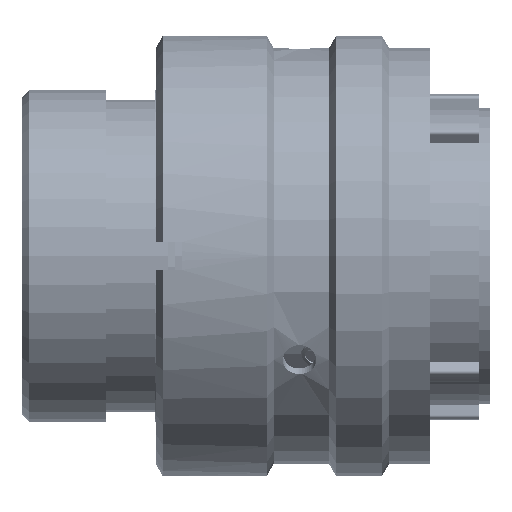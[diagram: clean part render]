
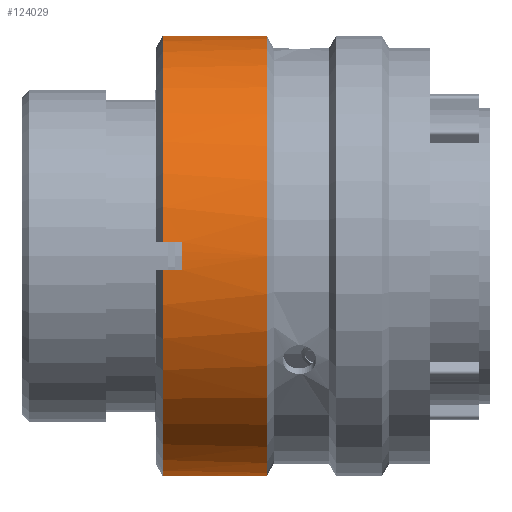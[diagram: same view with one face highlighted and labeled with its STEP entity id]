
A CAD part, front view. The second image highlights one B-rep face of the part: STEP entity #124029.
In plain terms, the highlighted cylindrical face has radius 15.7 mm (diameter 31.4 mm), a partial arc.
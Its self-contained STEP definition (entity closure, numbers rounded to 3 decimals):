
#2212 = ORIENTED_EDGE ( 'NONE', *, *, #12505, .F. ) ;
#2214 = ORIENTED_EDGE ( 'NONE', *, *, #12321, .T. ) ;
#2216 = ORIENTED_EDGE ( 'NONE', *, *, #12322, .T. ) ;
#2218 = ORIENTED_EDGE ( 'NONE', *, *, #12335, .T. ) ;
#2219 = ORIENTED_EDGE ( 'NONE', *, *, #12317, .T. ) ;
#2220 = ORIENTED_EDGE ( 'NONE', *, *, #12325, .T. ) ;
#2222 = ORIENTED_EDGE ( 'NONE', *, *, #12320, .T. ) ;
#2224 = ORIENTED_EDGE ( 'NONE', *, *, #12318, .T. ) ;
#2226 = ORIENTED_EDGE ( 'NONE', *, *, #12768, .T. ) ;
#2227 = ORIENTED_EDGE ( 'NONE', *, *, #12753, .T. ) ;
#2228 = ORIENTED_EDGE ( 'NONE', *, *, #12484, .T. ) ;
#2230 = ORIENTED_EDGE ( 'NONE', *, *, #12813, .F. ) ;
#9233 = VERTEX_POINT ( 'NONE', #59488 ) ;
#9309 = VERTEX_POINT ( 'NONE', #59530 ) ;
#9389 = VERTEX_POINT ( 'NONE', #59583 ) ;
#9407 = VERTEX_POINT ( 'NONE', #59601 ) ;
#9420 = VERTEX_POINT ( 'NONE', #59610 ) ;
#9918 = VERTEX_POINT ( 'NONE', #60047 ) ;
#12317 = EDGE_CURVE ( 'NONE', #9233, #9389, #64138, .T. ) ;
#12318 = EDGE_CURVE ( 'NONE', #9918, #9420, #58349, .T. ) ;
#12320 = EDGE_CURVE ( 'NONE', #9407, #9918, #64126, .T. ) ;
#12321 = EDGE_CURVE ( 'NONE', #15115, #15457, #58351, .T. ) ;
#12322 = EDGE_CURVE ( 'NONE', #15457, #15491, #64214, .T. ) ;
#12325 = EDGE_CURVE ( 'NONE', #9389, #9407, #58359, .T. ) ;
#12335 = EDGE_CURVE ( 'NONE', #15491, #9233, #58364, .T. ) ;
#12484 = EDGE_CURVE ( 'NONE', #15530, #9309, #67853, .T. ) ;
#12505 = EDGE_CURVE ( 'NONE', #15115, #15371, #67894, .T. ) ;
#12753 = EDGE_CURVE ( 'NONE', #15409, #15530, #68899, .T. ) ;
#12768 = EDGE_CURVE ( 'NONE', #9420, #15409, #68517, .T. ) ;
#12813 = EDGE_CURVE ( 'NONE', #15371, #9309, #68957, .T. ) ;
#15115 = VERTEX_POINT ( 'NONE', #110245 ) ;
#15371 = VERTEX_POINT ( 'NONE', #110640 ) ;
#15409 = VERTEX_POINT ( 'NONE', #110690 ) ;
#15457 = VERTEX_POINT ( 'NONE', #110767 ) ;
#15491 = VERTEX_POINT ( 'NONE', #110821 ) ;
#15530 = VERTEX_POINT ( 'NONE', #110881 ) ;
#25831 = EDGE_LOOP ( 'NONE', ( #2212, #2214, #2216, #2218, #2219, #2220, #2222, #2224, #2226, #2227, #2228, #2230 ) ) ;
#58347 = VECTOR ( 'NONE', #64144, 1000. ) ;
#58349 = CIRCLE ( 'NONE', #58353, 15.7 ) ;
#58351 = CIRCLE ( 'NONE', #58356, 15.7 ) ;
#58353 = AXIS2_PLACEMENT_3D ( 'NONE', #64151, #64153, #64154 ) ;
#58354 = VECTOR ( 'NONE', #64216, 1000. ) ;
#58355 = VECTOR ( 'NONE', #64229, 1000. ) ;
#58356 = AXIS2_PLACEMENT_3D ( 'NONE', #64223, #64225, #64226 ) ;
#58359 = CIRCLE ( 'NONE', #58360, 15.7 ) ;
#58360 = AXIS2_PLACEMENT_3D ( 'NONE', #64246, #64247, #64248 ) ;
#58364 = CIRCLE ( 'NONE', #58369, 15.7 ) ;
#58369 = AXIS2_PLACEMENT_3D ( 'NONE', #64317, #64319, #64321 ) ;
#58584 = VECTOR ( 'NONE', #67861, 1000. ) ;
#58620 = VECTOR ( 'NONE', #67898, 1000. ) ;
#59488 = CARTESIAN_POINT ( 'NONE',  ( 10.02, -15.668, 1. ) ) ;
#59530 = CARTESIAN_POINT ( 'NONE',  ( 17.44, 0., -15.7 ) ) ;
#59583 = CARTESIAN_POINT ( 'NONE',  ( 11.42, -15.668, 1. ) ) ;
#59601 = CARTESIAN_POINT ( 'NONE',  ( 11.42, -15.668, -1. ) ) ;
#59610 = CARTESIAN_POINT ( 'NONE',  ( 10.02, -1., -15.668 ) ) ;
#60047 = CARTESIAN_POINT ( 'NONE',  ( 10.02, -15.668, -1. ) ) ;
#64126 = LINE ( 'NONE', #64156, #58354 ) ;
#64130 = CARTESIAN_POINT ( 'NONE',  ( 29.07, -15.668, 1. ) ) ;
#64138 = LINE ( 'NONE', #64130, #58347 ) ;
#64143 = CARTESIAN_POINT ( 'NONE',  ( 29.07, -1., 15.668 ) ) ;
#64144 = DIRECTION ( 'NONE',  ( 1., 0., 0. ) ) ;
#64151 = CARTESIAN_POINT ( 'NONE',  ( 10.02, 0., 0. ) ) ;
#64153 = DIRECTION ( 'NONE',  ( 1., 0., 0. ) ) ;
#64154 = DIRECTION ( 'NONE',  ( 0., 0., -1. ) ) ;
#64156 = CARTESIAN_POINT ( 'NONE',  ( 29.07, -15.668, -1. ) ) ;
#64214 = LINE ( 'NONE', #64143, #58355 ) ;
#64216 = DIRECTION ( 'NONE',  ( -1., 0., 0. ) ) ;
#64223 = CARTESIAN_POINT ( 'NONE',  ( 11.42, 0., 0. ) ) ;
#64225 = DIRECTION ( 'NONE',  ( 1., 0., 0. ) ) ;
#64226 = DIRECTION ( 'NONE',  ( 0., 0., 1. ) ) ;
#64229 = DIRECTION ( 'NONE',  ( -1., 0., 0. ) ) ;
#64246 = CARTESIAN_POINT ( 'NONE',  ( 11.42, 0., 0. ) ) ;
#64247 = DIRECTION ( 'NONE',  ( 1., 0., 0. ) ) ;
#64248 = DIRECTION ( 'NONE',  ( 0., 0., 1. ) ) ;
#64317 = CARTESIAN_POINT ( 'NONE',  ( 10.02, 0., 0. ) ) ;
#64319 = DIRECTION ( 'NONE',  ( 1., 0., 0. ) ) ;
#64321 = DIRECTION ( 'NONE',  ( 0., 0., -1. ) ) ;
#67853 = LINE ( 'NONE', #67860, #58584 ) ;
#67860 = CARTESIAN_POINT ( 'NONE',  ( 29.07, 0., -15.7 ) ) ;
#67861 = DIRECTION ( 'NONE',  ( 1., 0., 0. ) ) ;
#67884 = CARTESIAN_POINT ( 'NONE',  ( 29.07, 0., 15.7 ) ) ;
#67894 = LINE ( 'NONE', #67884, #58620 ) ;
#67898 = DIRECTION ( 'NONE',  ( 1., 0., 0. ) ) ;
#68496 = CARTESIAN_POINT ( 'NONE',  ( 11.42, 0., 0. ) ) ;
#68497 = DIRECTION ( 'NONE',  ( 1., 0., 0. ) ) ;
#68498 = DIRECTION ( 'NONE',  ( 0., 0., 1. ) ) ;
#68500 = CARTESIAN_POINT ( 'NONE',  ( 29.07, -1., -15.668 ) ) ;
#68517 = LINE ( 'NONE', #68500, #68912 ) ;
#68521 = DIRECTION ( 'NONE',  ( 1., 0., 0. ) ) ;
#68600 = CARTESIAN_POINT ( 'NONE',  ( 17.44, 0., 0. ) ) ;
#68601 = DIRECTION ( 'NONE',  ( 1., 0., 0. ) ) ;
#68602 = DIRECTION ( 'NONE',  ( 0., 0., -1. ) ) ;
#68899 = CIRCLE ( 'NONE', #68904, 15.7 ) ;
#68904 = AXIS2_PLACEMENT_3D ( 'NONE', #68496, #68497, #68498 ) ;
#68912 = VECTOR ( 'NONE', #68521, 1000. ) ;
#68957 = CIRCLE ( 'NONE', #68961, 15.7 ) ;
#68961 = AXIS2_PLACEMENT_3D ( 'NONE', #68600, #68601, #68602 ) ;
#96987 = AXIS2_PLACEMENT_3D ( 'NONE', #99289, #99299, #99300 ) ;
#99287 = CYLINDRICAL_SURFACE ( 'NONE', #96987, 15.7 ) ;
#99288 = FACE_OUTER_BOUND ( 'NONE', #25831, .T. ) ;
#99289 = CARTESIAN_POINT ( 'NONE',  ( 29.07, 0., 0. ) ) ;
#99299 = DIRECTION ( 'NONE',  ( 1., 0., 0. ) ) ;
#99300 = DIRECTION ( 'NONE',  ( 0., 0., -1. ) ) ;
#110245 = CARTESIAN_POINT ( 'NONE',  ( 11.42, 0., 15.7 ) ) ;
#110640 = CARTESIAN_POINT ( 'NONE',  ( 17.44, 0., 15.7 ) ) ;
#110690 = CARTESIAN_POINT ( 'NONE',  ( 11.42, -1., -15.668 ) ) ;
#110767 = CARTESIAN_POINT ( 'NONE',  ( 11.42, -1., 15.668 ) ) ;
#110821 = CARTESIAN_POINT ( 'NONE',  ( 10.02, -1., 15.668 ) ) ;
#110881 = CARTESIAN_POINT ( 'NONE',  ( 11.42, 0., -15.7 ) ) ;
#124029 = ADVANCED_FACE ( 'NONE', ( #99288 ), #99287, .T. ) ;
